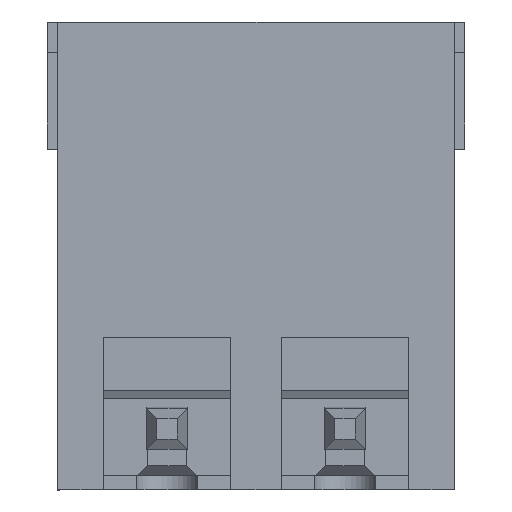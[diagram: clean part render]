
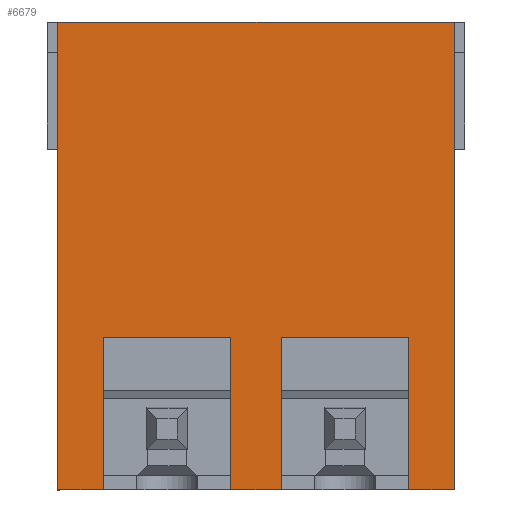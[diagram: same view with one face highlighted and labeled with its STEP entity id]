
A CAD part, front view. The second image highlights one B-rep face of the part: STEP entity #6679.
In plain terms, the highlighted planar face has unit normal (0, -1, 0).
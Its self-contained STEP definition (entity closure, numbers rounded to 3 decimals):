
#189 = DIRECTION ( 'NONE',  ( 1., 0., 0. ) ) ;
#260 = VECTOR ( 'NONE', #5828, 1000. ) ;
#345 = ORIENTED_EDGE ( 'NONE', *, *, #6779, .T. ) ;
#363 = VERTEX_POINT ( 'NONE', #6121 ) ;
#489 = CARTESIAN_POINT ( 'NONE',  ( 0., 2.7, -3.5 ) ) ;
#491 = VERTEX_POINT ( 'NONE', #3066 ) ;
#574 = EDGE_CURVE ( 'NONE', #5371, #5123, #3283, .T. ) ;
#650 = LINE ( 'NONE', #5457, #5296 ) ;
#660 = EDGE_CURVE ( 'NONE', #491, #5123, #2683, .T. ) ;
#678 = DIRECTION ( 'NONE',  ( 0., 0., 1. ) ) ;
#723 = PLANE ( 'NONE',  #3843 ) ;
#788 = LINE ( 'NONE', #6056, #5953 ) ;
#1036 = ORIENTED_EDGE ( 'NONE', *, *, #5395, .T. ) ;
#1175 = EDGE_CURVE ( 'NONE', #1517, #5921, #2056, .T. ) ;
#1203 = DIRECTION ( 'NONE',  ( 0., 0., -1. ) ) ;
#1431 = EDGE_LOOP ( 'NONE', ( #3006, #1896, #3668, #3646, #1036, #345, #2037, #4661, #2871, #4592, #6820, #4634 ) ) ;
#1460 = CARTESIAN_POINT ( 'NONE',  ( 0., 2.7, 5.7 ) ) ;
#1517 = VERTEX_POINT ( 'NONE', #5799 ) ;
#1756 = DIRECTION ( 'NONE',  ( 0., 0., 1. ) ) ;
#1775 = VERTEX_POINT ( 'NONE', #3363 ) ;
#1865 = DIRECTION ( 'NONE',  ( 1., 0., 0. ) ) ;
#1896 = ORIENTED_EDGE ( 'NONE', *, *, #6750, .F. ) ;
#1989 = VERTEX_POINT ( 'NONE', #5819 ) ;
#2027 = VERTEX_POINT ( 'NONE', #489 ) ;
#2037 = ORIENTED_EDGE ( 'NONE', *, *, #4196, .F. ) ;
#2043 = EDGE_CURVE ( 'NONE', #1517, #5486, #5192, .T. ) ;
#2056 = LINE ( 'NONE', #4783, #260 ) ;
#2096 = VECTOR ( 'NONE', #4209, 1000. ) ;
#2137 = CARTESIAN_POINT ( 'NONE',  ( 0.9, 2.7, -3.5 ) ) ;
#2182 = DIRECTION ( 'NONE',  ( 0., 0., 1. ) ) ;
#2652 = DIRECTION ( 'NONE',  ( 1., 0., 0. ) ) ;
#2683 = LINE ( 'NONE', #4303, #5968 ) ;
#2730 = EDGE_CURVE ( 'NONE', #1775, #2027, #6530, .T. ) ;
#2775 = CARTESIAN_POINT ( 'NONE',  ( 0., 2.7, -3.5 ) ) ;
#2819 = CARTESIAN_POINT ( 'NONE',  ( 0.9, 2.7, -3.5 ) ) ;
#2871 = ORIENTED_EDGE ( 'NONE', *, *, #2730, .F. ) ;
#3006 = ORIENTED_EDGE ( 'NONE', *, *, #6239, .F. ) ;
#3066 = CARTESIAN_POINT ( 'NONE',  ( 6.9, 2.7, -3.5 ) ) ;
#3090 = CARTESIAN_POINT ( 'NONE',  ( 7.8, 2.7, 5.7 ) ) ;
#3283 = LINE ( 'NONE', #3810, #5360 ) ;
#3363 = CARTESIAN_POINT ( 'NONE',  ( 0.9, 2.7, -3.5 ) ) ;
#3471 = VECTOR ( 'NONE', #4920, 1000. ) ;
#3646 = ORIENTED_EDGE ( 'NONE', *, *, #660, .F. ) ;
#3668 = ORIENTED_EDGE ( 'NONE', *, *, #574, .T. ) ;
#3705 = LINE ( 'NONE', #2819, #3834 ) ;
#3810 = CARTESIAN_POINT ( 'NONE',  ( 4.4, 2.7, -0.5 ) ) ;
#3834 = VECTOR ( 'NONE', #678, 1000. ) ;
#3843 = AXIS2_PLACEMENT_3D ( 'NONE', #6617, #5432, #5565 ) ;
#3859 = LINE ( 'NONE', #6487, #5621 ) ;
#3870 = LINE ( 'NONE', #2775, #3471 ) ;
#4196 = EDGE_CURVE ( 'NONE', #5021, #4990, #788, .T. ) ;
#4208 = CARTESIAN_POINT ( 'NONE',  ( 0.9, 2.7, -0.5 ) ) ;
#4209 = DIRECTION ( 'NONE',  ( -1., 0., 0. ) ) ;
#4294 = DIRECTION ( 'NONE',  ( -1., 0., 0. ) ) ;
#4303 = CARTESIAN_POINT ( 'NONE',  ( 6.9, 2.7, -3.5 ) ) ;
#4504 = EDGE_CURVE ( 'NONE', #1775, #5486, #3705, .T. ) ;
#4592 = ORIENTED_EDGE ( 'NONE', *, *, #4504, .T. ) ;
#4634 = ORIENTED_EDGE ( 'NONE', *, *, #1175, .T. ) ;
#4661 = ORIENTED_EDGE ( 'NONE', *, *, #4847, .F. ) ;
#4776 = CARTESIAN_POINT ( 'NONE',  ( 3.4, 2.7, -0.5 ) ) ;
#4777 = FACE_OUTER_BOUND ( 'NONE', #1431, .T. ) ;
#4783 = CARTESIAN_POINT ( 'NONE',  ( 3.4, 2.7, -0.5 ) ) ;
#4847 = EDGE_CURVE ( 'NONE', #2027, #5021, #3870, .T. ) ;
#4920 = DIRECTION ( 'NONE',  ( 0., 0., 1. ) ) ;
#4923 = VECTOR ( 'NONE', #4294, 1000. ) ;
#4990 = VERTEX_POINT ( 'NONE', #3090 ) ;
#5021 = VERTEX_POINT ( 'NONE', #1460 ) ;
#5049 = LINE ( 'NONE', #6763, #6283 ) ;
#5081 = CARTESIAN_POINT ( 'NONE',  ( 4.4, 2.7, -0.5 ) ) ;
#5123 = VERTEX_POINT ( 'NONE', #5872 ) ;
#5192 = LINE ( 'NONE', #4776, #2096 ) ;
#5296 = VECTOR ( 'NONE', #1756, 1000. ) ;
#5360 = VECTOR ( 'NONE', #2652, 1000. ) ;
#5371 = VERTEX_POINT ( 'NONE', #5081 ) ;
#5395 = EDGE_CURVE ( 'NONE', #491, #363, #5049, .T. ) ;
#5402 = VECTOR ( 'NONE', #6885, 1000. ) ;
#5432 = DIRECTION ( 'NONE',  ( 0., -1., 0. ) ) ;
#5457 = CARTESIAN_POINT ( 'NONE',  ( 7.8, 2.7, -3.5 ) ) ;
#5486 = VERTEX_POINT ( 'NONE', #4208 ) ;
#5565 = DIRECTION ( 'NONE',  ( 0., 0., 1. ) ) ;
#5621 = VECTOR ( 'NONE', #1203, 1000. ) ;
#5799 = CARTESIAN_POINT ( 'NONE',  ( 3.4, 2.7, -0.5 ) ) ;
#5819 = CARTESIAN_POINT ( 'NONE',  ( 4.4, 2.7, -3.5 ) ) ;
#5828 = DIRECTION ( 'NONE',  ( 0., 0., -1. ) ) ;
#5872 = CARTESIAN_POINT ( 'NONE',  ( 6.9, 2.7, -0.5 ) ) ;
#5873 = LINE ( 'NONE', #6918, #5402 ) ;
#5921 = VERTEX_POINT ( 'NONE', #6534 ) ;
#5953 = VECTOR ( 'NONE', #189, 1000. ) ;
#5968 = VECTOR ( 'NONE', #2182, 1000. ) ;
#6056 = CARTESIAN_POINT ( 'NONE',  ( 0., 2.7, 5.7 ) ) ;
#6121 = CARTESIAN_POINT ( 'NONE',  ( 7.8, 2.7, -3.5 ) ) ;
#6239 = EDGE_CURVE ( 'NONE', #1989, #5921, #5873, .T. ) ;
#6283 = VECTOR ( 'NONE', #1865, 1000. ) ;
#6487 = CARTESIAN_POINT ( 'NONE',  ( 4.4, 2.7, -0.5 ) ) ;
#6530 = LINE ( 'NONE', #2137, #4923 ) ;
#6534 = CARTESIAN_POINT ( 'NONE',  ( 3.4, 2.7, -3.5 ) ) ;
#6617 = CARTESIAN_POINT ( 'NONE',  ( 11.3, 2.7, -3.5 ) ) ;
#6679 = ADVANCED_FACE ( 'NONE', ( #4777 ), #723, .T. ) ;
#6750 = EDGE_CURVE ( 'NONE', #5371, #1989, #3859, .T. ) ;
#6763 = CARTESIAN_POINT ( 'NONE',  ( 6.9, 2.7, -3.5 ) ) ;
#6779 = EDGE_CURVE ( 'NONE', #363, #4990, #650, .T. ) ;
#6820 = ORIENTED_EDGE ( 'NONE', *, *, #2043, .F. ) ;
#6885 = DIRECTION ( 'NONE',  ( -1., 0., 0. ) ) ;
#6918 = CARTESIAN_POINT ( 'NONE',  ( 4.4, 2.7, -3.5 ) ) ;
